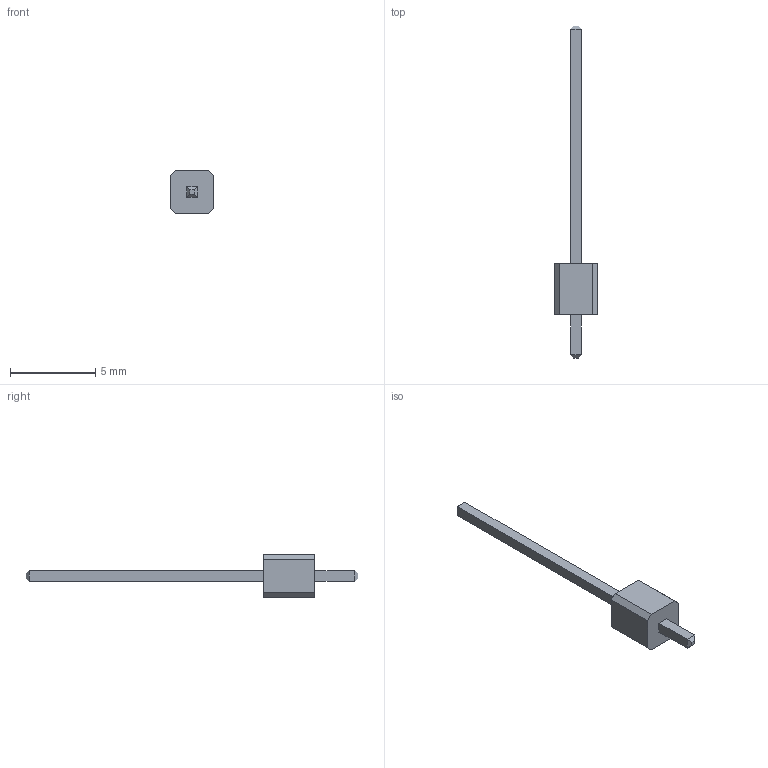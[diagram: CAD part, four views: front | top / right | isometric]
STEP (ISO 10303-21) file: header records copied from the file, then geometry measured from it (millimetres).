
FILE_DESCRIPTION(/* description */ (''),/* implementation_level */ '2;1');
FILE_NAME(/* name */ 'CON-PIN-L19.stp',/* time_stamp */ '2020-10-22T09:04:43-03:00',/* author */ ('laguerre'),/* organization */ (''),/* preprocessor_version */ 'ST-DEVELOPER v17',/* originating_system */ 'Autodesk Inventor 2018',/* authorisation */ '');
FILE_SCHEMA (('AUTOMOTIVE_DESIGN { 1 0 10303 214 3 1 1 }'));
Length unit declared in the file: millimetre
Products named in the file (1): CON-PIN-L11
Bounding box: 2.54 x 19.5 x 2.54 mm (x, y, z)
Volume: 25.5 mm3; surface area: 82.4 mm2
Topology: 1 solids, 1 shells, 28 faces, 64 edges, 40 vertices
Faces by surface type: plane 28
Entity records: 845 total; most frequent: CARTESIAN_POINT 133, ORIENTED_EDGE 128, DIRECTION 122, LINE 64, VECTOR 64, EDGE_CURVE 64, VERTEX_POINT 40, EDGE_LOOP 30
